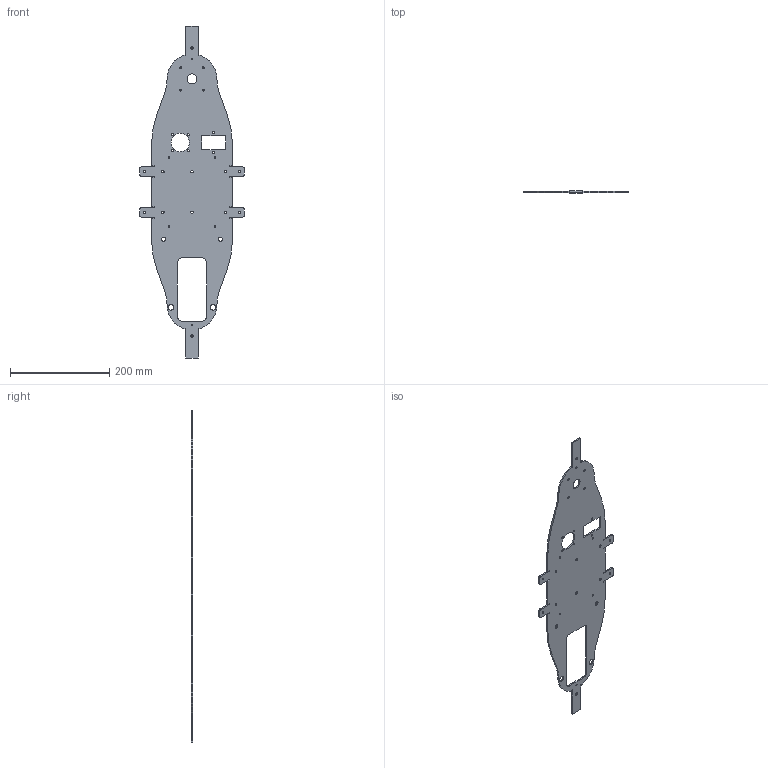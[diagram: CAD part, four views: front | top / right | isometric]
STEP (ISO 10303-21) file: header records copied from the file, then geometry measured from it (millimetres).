
FILE_DESCRIPTION (( 'STEP AP203' ), '1' );
FILE_NAME ('electricSectionCover1.STEP', '2024-07-31T02:44:02', ( '' ), ( '' ), 'SwSTEP 2.0', 'SolidWorks 2024', '' );
FILE_SCHEMA (( 'CONFIG_CONTROL_DESIGN' ));
Length unit declared in the file: millimetre
Products named in the file (1): electricSectionCover1
Bounding box: 211.08 x 3 x 668.48 mm (x, y, z)
Volume: 204944.4 mm3; surface area: 145418.3 mm2
Topology: 1 solids, 1 shells, 146 faces, 432 edges, 288 vertices
Faces by surface type: cylinder 84, plane 58, bspline 4
Entity records: 5189 total; most frequent: CARTESIAN_POINT 919, DIRECTION 878, ORIENTED_EDGE 864, EDGE_CURVE 432, AXIS2_PLACEMENT_3D 311, VERTEX_POINT 288, VECTOR 256, LINE 256
